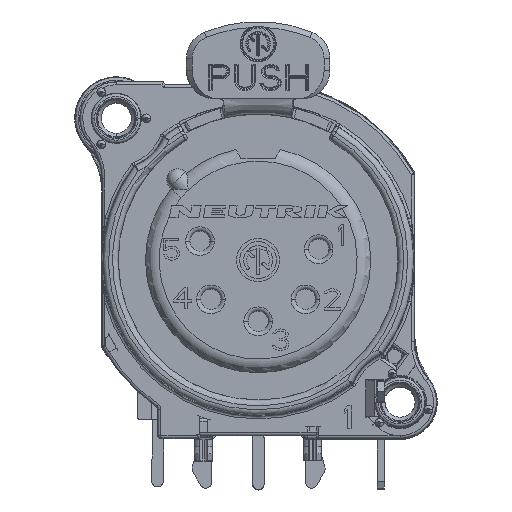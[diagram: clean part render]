
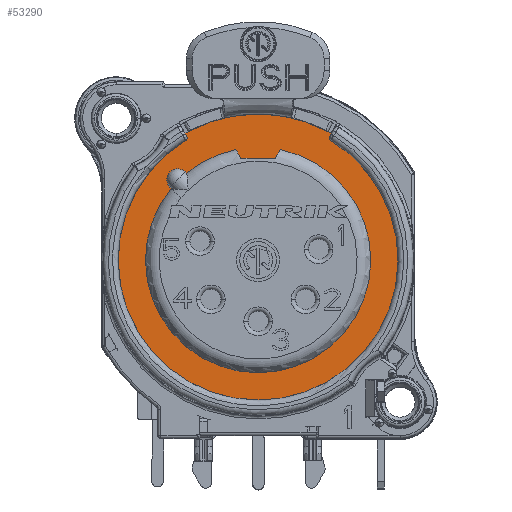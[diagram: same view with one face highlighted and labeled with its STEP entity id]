
A CAD part, top view. The second image highlights one B-rep face of the part: STEP entity #53290.
In plain terms, the highlighted planar face has unit normal (0, 0, 1).
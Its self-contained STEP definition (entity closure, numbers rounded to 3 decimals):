
#7030=CARTESIAN_POINT('',(0.,0.,-0.7));
#7031=DIRECTION('',(0.,0.,1.));
#7032=DIRECTION('',(0.477,0.879,0.));
#7033=AXIS2_PLACEMENT_3D('',#7030,#7031,#7032);
#10985=CARTESIAN_POINT('',(0.,0.,-0.7));
#10986=DIRECTION('',(0.,0.,1.));
#10987=DIRECTION('',(-0.477,0.879,0.));
#10988=AXIS2_PLACEMENT_3D('',#10985,#10986,#10987);
#10990=CARTESIAN_POINT('',(0.,0.,-0.7));
#10991=DIRECTION('',(0.,0.,1.));
#10992=DIRECTION('',(0.501,0.866,0.));
#10993=AXIS2_PLACEMENT_3D('',#10990,#10991,#10992);
#10995=DIRECTION('',(-1.,0.,0.));
#10996=VECTOR('',#10995,2.4);
#10997=CARTESIAN_POINT('',(1.2,7.1,-0.7));
#10998=LINE('',#10997,#10996);
#10999=CARTESIAN_POINT('',(0.,0.,-0.7));
#11000=DIRECTION('',(0.,0.,1.));
#11001=DIRECTION('',(-0.518,0.856,0.));
#11002=AXIS2_PLACEMENT_3D('',#10999,#11000,#11001);
#11017=CARTESIAN_POINT('',(5.058,8.348,-0.7));
#11018=CARTESIAN_POINT('',(5.039,8.359,-0.7));
#11019=CARTESIAN_POINT('',(5.008,8.385,-0.7));
#11020=CARTESIAN_POINT('',(4.975,8.439,-0.7));
#11021=CARTESIAN_POINT('',(4.959,8.499,-0.7));
#11022=CARTESIAN_POINT('',(4.963,8.562,-0.7));
#11023=CARTESIAN_POINT('',(4.978,8.6,-0.7));
#11024=CARTESIAN_POINT('',(4.988,8.619,-0.7));
#11031=DIRECTION('',(0.5,0.866,0.));
#11032=VECTOR('',#11031,0.242);
#11033=CARTESIAN_POINT('',(4.988,8.619,-0.7));
#11034=LINE('',#11033,#11032);
#19538=DIRECTION('',(-0.5,0.866,0.));
#19539=VECTOR('',#19538,0.242);
#19540=CARTESIAN_POINT('',(-4.984,8.622,-0.7));
#19541=LINE('',#19540,#19539);
#19590=CARTESIAN_POINT('',(-4.984,8.622,-0.7));
#19591=CARTESIAN_POINT('',(-4.973,8.603,-0.7));
#19592=CARTESIAN_POINT('',(-4.958,8.565,-0.7));
#19593=CARTESIAN_POINT('',(-4.955,8.502,-0.7));
#19594=CARTESIAN_POINT('',(-4.97,8.441,-0.7));
#19595=CARTESIAN_POINT('',(-5.004,8.388,-0.7));
#19596=CARTESIAN_POINT('',(-5.035,8.361,-0.7));
#19597=CARTESIAN_POINT('',(-5.053,8.35,-0.7));
#27008=CARTESIAN_POINT('',(0.,0.,-0.7));
#27009=DIRECTION('',(0.,0.,-1.));
#27010=DIRECTION('',(-0.637,0.771,0.));
#27011=AXIS2_PLACEMENT_3D('',#27008,#27009,#27010);
#27044=CARTESIAN_POINT('',(0.,0.,-0.7));
#27045=DIRECTION('',(0.,0.,-1.));
#27046=DIRECTION('',(0.197,0.98,0.));
#27047=AXIS2_PLACEMENT_3D('',#27044,#27045,#27046);
#27102=DIRECTION('',(0.5,-0.866,0.));
#27103=VECTOR('',#27102,0.699);
#27104=CARTESIAN_POINT('',(-1.549,7.705,-0.7));
#27105=LINE('',#27104,#27103);
#27110=DIRECTION('',(0.5,0.866,0.));
#27111=VECTOR('',#27110,0.699);
#27112=CARTESIAN_POINT('',(1.2,7.1,-0.7));
#27113=LINE('',#27112,#27111);
#27118=DIRECTION('',(0.707,-0.707,0.));
#27119=VECTOR('',#27118,0.127);
#27120=CARTESIAN_POINT('',(-5.092,6.151,-0.7));
#27121=LINE('',#27120,#27119);
#27142=DIRECTION('',(0.704,-0.711,0.));
#27143=VECTOR('',#27142,0.127);
#27144=CARTESIAN_POINT('',(-6.151,5.092,-0.7));
#27145=LINE('',#27144,#27143);
#27151=CARTESIAN_POINT('',(-5.621,5.621,-0.7));
#27152=DIRECTION('',(0.,0.,1.));
#27153=DIRECTION('',(0.707,0.707,0.));
#27154=AXIS2_PLACEMENT_3D('',#27151,#27152,#27153);
#38714=CARTESIAN_POINT('',(-5.003,6.061,-0.7));
#38715=CARTESIAN_POINT('',(-1.549,7.705,-0.7));
#38716=VERTEX_POINT('',#38714);
#38717=VERTEX_POINT('',#38715);
#38718=CARTESIAN_POINT('',(1.549,7.705,-0.7));
#38719=CARTESIAN_POINT('',(-6.061,5.003,-0.7));
#38720=VERTEX_POINT('',#38718);
#38721=VERTEX_POINT('',#38719);
#38722=CARTESIAN_POINT('',(1.2,7.1,-0.7));
#38723=VERTEX_POINT('',#38722);
#38724=CARTESIAN_POINT('',(-1.2,7.1,-0.7));
#38725=VERTEX_POINT('',#38724);
#38726=CARTESIAN_POINT('',(-5.092,6.151,-0.7));
#38727=CARTESIAN_POINT('',(-6.151,5.092,-0.7));
#38728=VERTEX_POINT('',#38726);
#38729=VERTEX_POINT('',#38727);
#38730=CARTESIAN_POINT('',(-5.053,8.35,
-0.7));
#38731=CARTESIAN_POINT('',(5.058,8.348,
-0.7));
#38732=VERTEX_POINT('',#38730);
#38733=VERTEX_POINT('',#38731);
#38734=VERTEX_POINT('',#19590);
#38735=VERTEX_POINT('',#11024);
#38870=CARTESIAN_POINT('',(-5.105,8.831,-0.7));
#38871=VERTEX_POINT('',#38870);
#38874=CARTESIAN_POINT('',(5.109,8.828,-0.7));
#38875=VERTEX_POINT('',#38874);
#38921=CARTESIAN_POINT('',(-4.867,8.964,-0.7));
#38923=VERTEX_POINT('',#38921);
#38924=CARTESIAN_POINT('',(4.867,8.964,-0.7));
#38925=VERTEX_POINT('',#38924);
#53252=CARTESIAN_POINT('',(0.,0.,-0.7));
#53253=DIRECTION('',(0.,0.,1.));
#53254=DIRECTION('',(1.,0.,0.));
#53255=AXIS2_PLACEMENT_3D('',#53252,#53253,#53254);
#53256=PLANE('',#53255);
#53258=ORIENTED_EDGE('',*,*,#53257,.F.);
#53260=ORIENTED_EDGE('',*,*,#53259,.F.);
#53262=ORIENTED_EDGE('',*,*,#53261,.T.);
#53263=ORIENTED_EDGE('',*,*,#41875,.F.);
#53264=ORIENTED_EDGE('',*,*,#47174,.F.);
#53265=ORIENTED_EDGE('',*,*,#41831,.F.);
#53267=ORIENTED_EDGE('',*,*,#53266,.F.);
#53269=ORIENTED_EDGE('',*,*,#53268,.F.);
#53270=EDGE_LOOP('',(#53258,#53260,#53262,#53263,#53264,#53265,#53267,#53269));
#53271=FACE_OUTER_BOUND('',#53270,.F.);
#53273=ORIENTED_EDGE('',*,*,#53272,.T.);
#53275=ORIENTED_EDGE('',*,*,#53274,.F.);
#53277=ORIENTED_EDGE('',*,*,#53276,.F.);
#53279=ORIENTED_EDGE('',*,*,#53278,.F.);
#53281=ORIENTED_EDGE('',*,*,#53280,.T.);
#53283=ORIENTED_EDGE('',*,*,#53282,.T.);
#53285=ORIENTED_EDGE('',*,*,#53284,.F.);
#53287=ORIENTED_EDGE('',*,*,#53286,.F.);
#53288=EDGE_LOOP('',(#53273,#53275,#53277,#53279,#53281,#53283,#53285,#53287));
#53289=FACE_BOUND('',#53288,.F.);
#53290=ADVANCED_FACE('',(#53271,#53289),#53256,.T.);
#7034=CIRCLE('',#7033,10.2);
#10989=CIRCLE('',#10988,10.2);
#10994=CIRCLE('',#10993,10.2);
#11003=CIRCLE('',#11002,9.76);
#11025=B_SPLINE_CURVE_WITH_KNOTS('',3,(#11017,#11018,#11019,#11020,#11021,
#11022,#11023,#11024),.UNSPECIFIED.,.F.,.F.,(4,1,1,1,1,4),(0.,0.2,0.4,
0.6,0.8,1.),.UNSPECIFIED.);
#19598=B_SPLINE_CURVE_WITH_KNOTS('',3,(#19590,#19591,#19592,#19593,#19594,
#19595,#19596,#19597),.UNSPECIFIED.,.F.,.F.,(4,1,1,1,1,4),(0.,0.2,0.4,
0.6,0.8,1.),.UNSPECIFIED.);
#27012=CIRCLE('',#27011,7.859);
#27048=CIRCLE('',#27047,7.859);
#27155=CIRCLE('',#27154,0.748);
#41831=EDGE_CURVE('',#38875,#38925,#10994,.T.);
#41875=EDGE_CURVE('',#38923,#38871,#10989,.T.);
#47174=EDGE_CURVE('',#38925,#38923,#7034,.T.);
#53257=EDGE_CURVE('',#38732,#38733,#11003,.T.);
#53259=EDGE_CURVE('',#38734,#38732,#19598,.T.);
#53261=EDGE_CURVE('',#38734,#38871,#19541,.T.);
#53266=EDGE_CURVE('',#38735,#38875,#11034,.T.);
#53268=EDGE_CURVE('',#38733,#38735,#11025,.T.);
#53272=EDGE_CURVE('',#38723,#38725,#10998,.T.);
#53274=EDGE_CURVE('',#38717,#38725,#27105,.T.);
#53276=EDGE_CURVE('',#38716,#38717,#27012,.T.);
#53278=EDGE_CURVE('',#38728,#38716,#27121,.T.);
#53280=EDGE_CURVE('',#38728,#38729,#27155,.T.);
#53282=EDGE_CURVE('',#38729,#38721,#27145,.T.);
#53284=EDGE_CURVE('',#38720,#38721,#27048,.T.);
#53286=EDGE_CURVE('',#38723,#38720,#27113,.T.);
